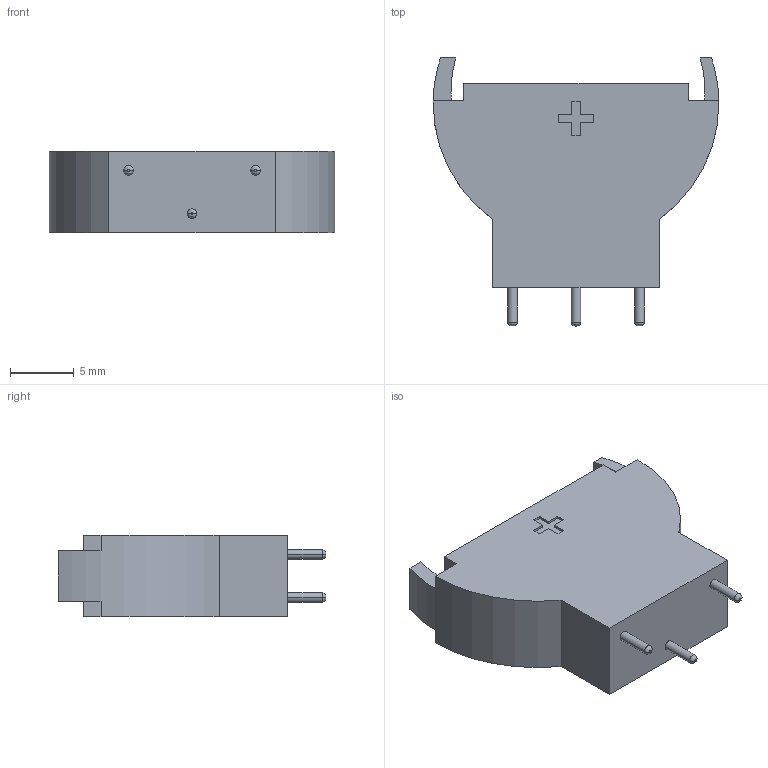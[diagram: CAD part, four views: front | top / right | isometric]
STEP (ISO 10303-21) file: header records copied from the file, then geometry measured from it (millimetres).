
FILE_DESCRIPTION (( 'STEP AP214' ), '1' );
FILE_NAME ('97D97612-BBD8-4888-ADF0-6733718BC732.STEP', '2023-03-14T18:37:47', ( '' ), ( '' ), 'SwSTEP 2.0', 'SolidWorks 2022', '' );
FILE_SCHEMA (( 'AUTOMOTIVE_DESIGN' ));
Length unit declared in the file: millimetre
Products named in the file (1): 97D97612-BBD8-4888-ADF0-6733718BC732
Bounding box: 22.5 x 21.1 x 6.4 mm (x, y, z)
Volume: 1148.8 mm3; surface area: 1468.8 mm2
Topology: 1 solids, 1 shells, 62 faces, 155 edges, 100 vertices
Faces by surface type: plane 44, cylinder 12, bspline 6
Entity records: 2619 total; most frequent: CARTESIAN_POINT 426, ORIENTED_EDGE 310, DIRECTION 301, EDGE_CURVE 155, VECTOR 111, LINE 111, VERTEX_POINT 100, AXIS2_PLACEMENT_3D 95
